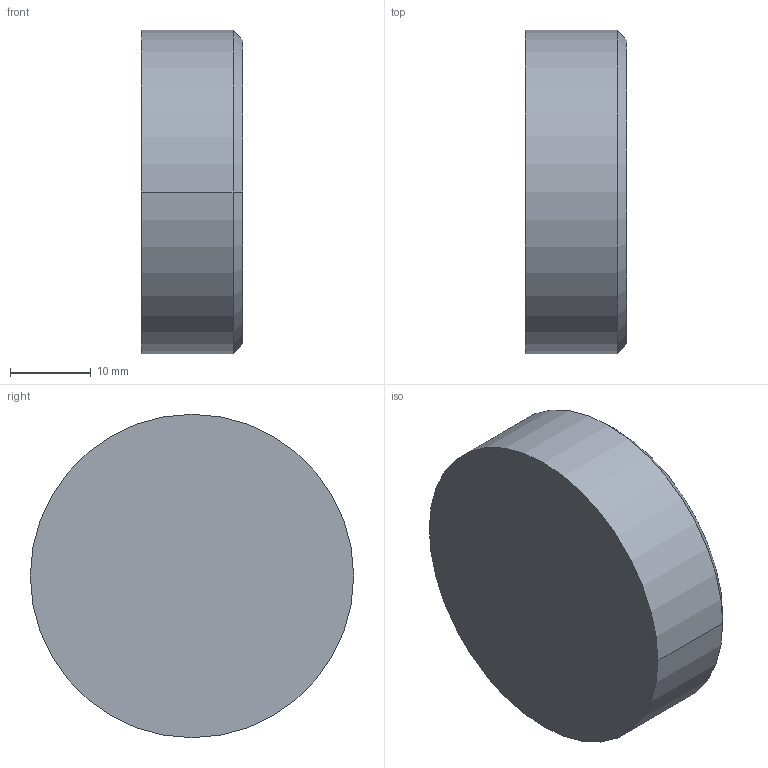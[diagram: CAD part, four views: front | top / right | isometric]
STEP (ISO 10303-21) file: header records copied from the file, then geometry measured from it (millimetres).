
FILE_DESCRIPTION (( 'STEP AP203' ), '1' );
FILE_NAME ('Web Model 11537_11537.step', '2019-12-17T13:41:50', ( '' ), ( '' ), 'SwSTEP 2.0', 'SolidWorks 2018', '' );
FILE_SCHEMA (( 'CONFIG_CONTROL_DESIGN' ));
Length unit declared in the file: millimetre
Products named in the file (1): Web Model 11537_11537
Bounding box: 12.55 x 40 x 40 mm (x, y, z)
Volume: 15489.4 mm3; surface area: 4000.7 mm2
Topology: 1 solids, 1 shells, 7 faces, 11 edges, 6 vertices
Faces by surface type: sphere 2, cone 2, cylinder 2, plane 1
Entity records: 237 total; most frequent: DIRECTION 34, CARTESIAN_POINT 25, ORIENTED_EDGE 22, AXIS2_PLACEMENT_3D 15, EDGE_CURVE 11, PERSON_AND_ORGANIZATION 8, EDGE_LOOP 7, CIRCLE 7
